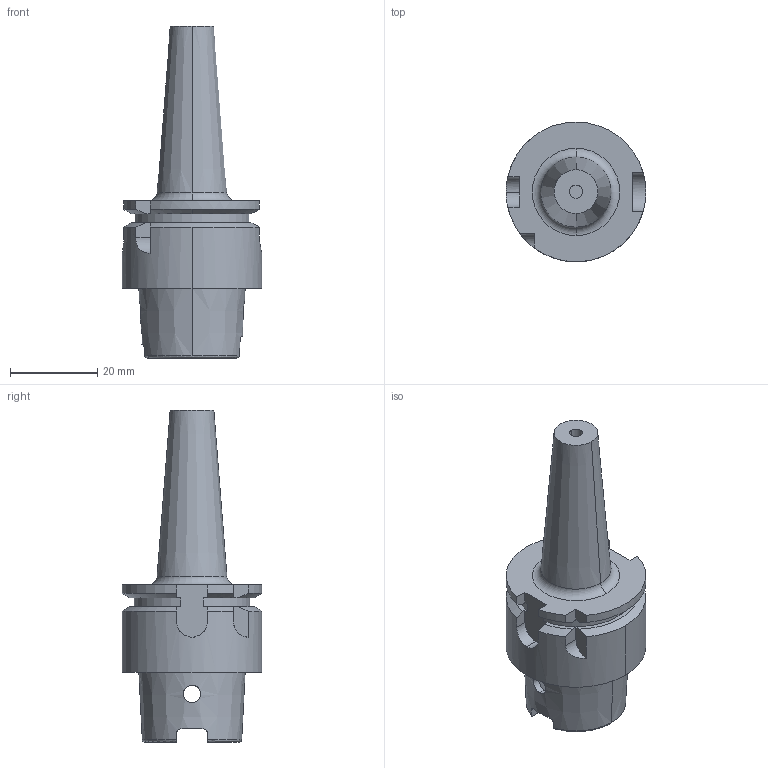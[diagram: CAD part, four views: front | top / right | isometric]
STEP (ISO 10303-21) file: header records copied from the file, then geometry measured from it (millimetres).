
FILE_DESCRIPTION (( 'STEP AP203' ), '1' );
FILE_NAME ('STP-39052-60.STEP', '2021-03-19T01:37:15', ( '' ), ( '' ), 'SwSTEP 2.0', 'SolidWorks 2017', '' );
FILE_SCHEMA (( 'CONFIG_CONTROL_DESIGN' ));
Length unit declared in the file: millimetre
Products named in the file (1): STP-39052-60
Bounding box: 32 x 32 x 76 mm (x, y, z)
Volume: 20328.1 mm3; surface area: 8369.7 mm2
Topology: 1 solids, 1 shells, 94 faces, 250 edges, 161 vertices
Faces by surface type: cylinder 33, plane 33, cone 19, torus 9
Entity records: 3386 total; most frequent: CARTESIAN_POINT 970, ORIENTED_EDGE 500, DIRECTION 487, EDGE_CURVE 250, AXIS2_PLACEMENT_3D 190, VERTEX_POINT 161, VECTOR 107, LINE 107
